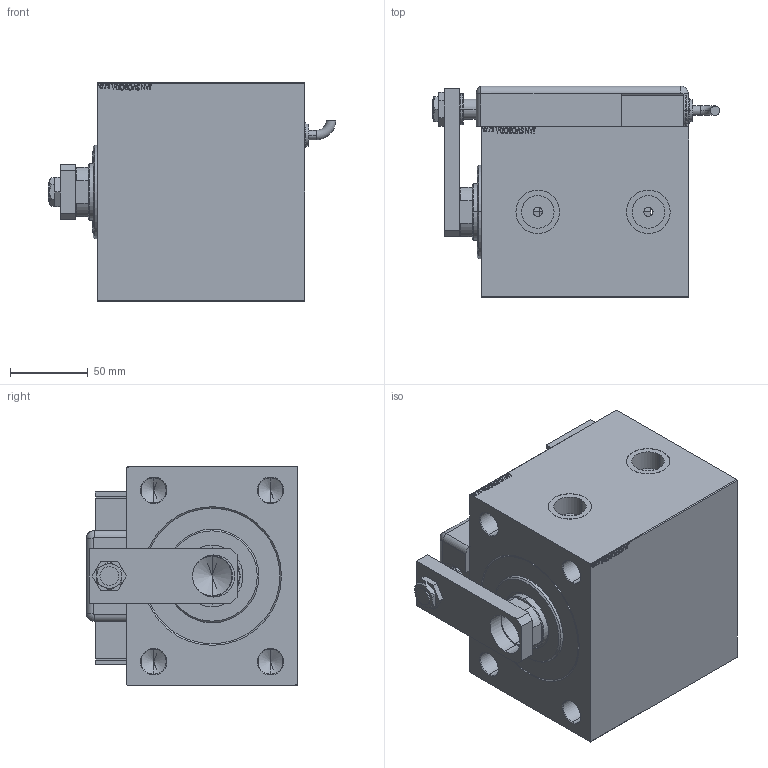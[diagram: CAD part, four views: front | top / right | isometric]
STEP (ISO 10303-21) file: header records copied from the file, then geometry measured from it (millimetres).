
FILE_DESCRIPTION (( 'STEP AP203' ), '1' );
FILE_NAME ('59b9.STEP', '2021-03-18T17:57:08', ( '' ), ( '' ), 'SwSTEP 2.0', 'SolidWorks 2019', '' );
FILE_SCHEMA (( 'CONFIG_CONTROL_DESIGN' ));
Length unit declared in the file: millimetre
Products named in the file (13): V450CM_B_VCP 414097baa2b56b46ac93a42142e7b677; ZARAZKA_Q 414097baa2b56b46ac93a42142e7b677; SWITCH_Q_FRONT_BACK 414097baa2b56b46ac93a42142e7b677; MAGNETIC SWITCH Q 414097baa2b56b46ac93a42142e7b677; NUT_D13 414097baa2b56b46ac93a42142e7b677; SWITCH DIM A_G 414097baa2b56b46ac93a42142e7b677; TYC 414097baa2b56b46ac93a42142e7b677; V450CM_VC_B 414097baa2b56b46ac93a42142e7b677; KRYT 414097baa2b56b46ac93a42142e7b677; V450CM_B 414097baa2b56b46ac93a42142e7b677; SWITCH Q 414097baa2b56b46ac93a42142e7b677; 59b9; NUT_D19 414097baa2b56b46ac93a42142e7b677
Assembly tree (13 placements, depth 3):
  59b9
    V450CM_B 414097baa2b56b46ac93a42142e7b677
    V450CM_B_VCP 414097baa2b56b46ac93a42142e7b677
    V450CM_VC_B 414097baa2b56b46ac93a42142e7b677
    MAGNETIC SWITCH Q 414097baa2b56b46ac93a42142e7b677
      SWITCH_Q_FRONT_BACK 414097baa2b56b46ac93a42142e7b677
      TYC 414097baa2b56b46ac93a42142e7b677
      ZARAZKA_Q 414097baa2b56b46ac93a42142e7b677
      SWITCH DIM A_G 414097baa2b56b46ac93a42142e7b677
      NUT_D19 414097baa2b56b46ac93a42142e7b677
      NUT_D13 414097baa2b56b46ac93a42142e7b677
      KRYT 414097baa2b56b46ac93a42142e7b677
      SWITCH Q 414097baa2b56b46ac93a42142e7b677  x2
Bounding box: 184.46 x 135.8 x 140 mm (x, y, z)
Volume: 1985734.3 mm3; surface area: 262445.4 mm2
Topology: 13 solids, 13 shells, 1281 faces, 3251 edges, 2127 vertices
Faces by surface type: plane 613, bspline 471, cylinder 119, cone 54, torus 22, sphere 2
Entity records: 60746 total; most frequent: CARTESIAN_POINT 32437, ORIENTED_EDGE 6274, DIRECTION 4029, EDGE_CURVE 3137, VERTEX_POINT 2067, LINE 1867, VECTOR 1867, EDGE_LOOP 1412
